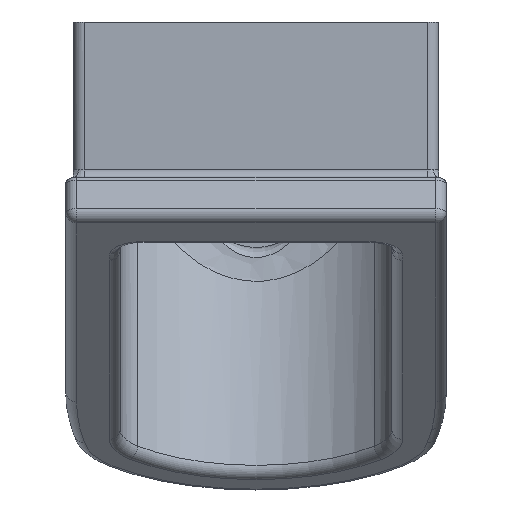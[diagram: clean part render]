
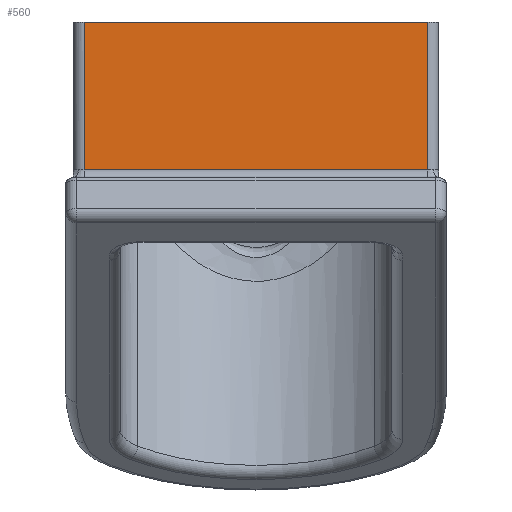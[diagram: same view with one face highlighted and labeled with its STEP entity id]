
A CAD part, top view. The second image highlights one B-rep face of the part: STEP entity #560.
In plain terms, the highlighted face is planar.
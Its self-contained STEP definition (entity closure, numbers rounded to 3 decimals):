
#255=CARTESIAN_POINT('',(-173.,705.689,-62.509));
#256=VERTEX_POINT('',#255);
#447=CARTESIAN_POINT('',(48.,705.689,-62.509));
#448=VERTEX_POINT('',#447);
#488=CARTESIAN_POINT('',(48.,705.689,-62.509));
#489=DIRECTION('',(-1.0,0.0,0.0));
#490=VECTOR('',#489,221.);
#491=LINE('',#488,#490);
#492=EDGE_CURVE('',#448,#256,#491,.T.);
#511=CARTESIAN_POINT('',(-173.,705.689,-157.752));
#512=VERTEX_POINT('',#511);
#513=CARTESIAN_POINT('',(-173.,705.689,-62.509));
#514=DIRECTION('',(0.0,0.0,-1.0));
#515=VECTOR('',#514,95.243);
#516=LINE('',#513,#515);
#517=EDGE_CURVE('',#256,#512,#516,.T.);
#537=CARTESIAN_POINT('',(-62.5,705.689,-107.776));
#538=DIRECTION('',(0.0,1.0,0.0));
#539=DIRECTION('',(0.0,0.0,1.0));
#540=AXIS2_PLACEMENT_3D('',#537,#538,#539);
#541=PLANE('',#540);
#542=ORIENTED_EDGE('',*,*,#492,.F.);
#543=CARTESIAN_POINT('',(48.,705.689,-157.752));
#544=VERTEX_POINT('',#543);
#545=CARTESIAN_POINT('',(48.,705.689,-157.752));
#546=DIRECTION('',(0.0,0.0,1.0));
#547=VECTOR('',#546,95.243);
#548=LINE('',#545,#547);
#549=EDGE_CURVE('',#544,#448,#548,.T.);
#550=ORIENTED_EDGE('',*,*,#549,.F.);
#551=CARTESIAN_POINT('',(-173.,705.689,-157.752));
#552=DIRECTION('',(1.0,0.0,0.0));
#553=VECTOR('',#552,221.);
#554=LINE('',#551,#553);
#555=EDGE_CURVE('',#512,#544,#554,.T.);
#556=ORIENTED_EDGE('',*,*,#555,.F.);
#557=ORIENTED_EDGE('',*,*,#517,.F.);
#558=EDGE_LOOP('',(#542,#550,#556,#557));
#559=FACE_OUTER_BOUND('',#558,.T.);
#560=ADVANCED_FACE('',(#559),#541,.T.);
